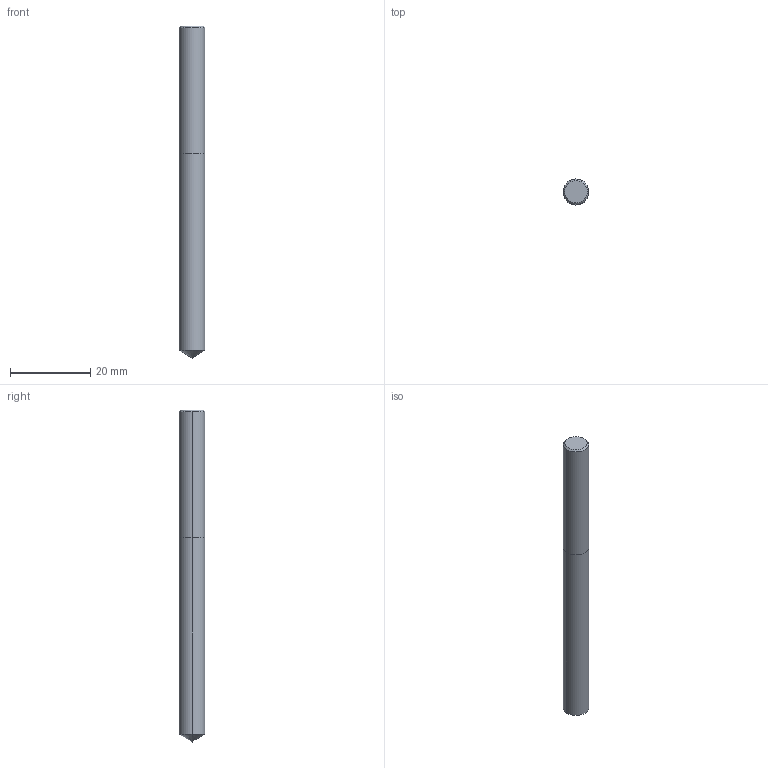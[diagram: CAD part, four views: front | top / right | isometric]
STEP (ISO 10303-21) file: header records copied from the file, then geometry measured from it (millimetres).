
FILE_DESCRIPTION (( 'STEP AP214' ), '1' );
FILE_NAME ('Micro_DR-250-2.STEP', '2021-09-01T15:31:46', ( '' ), ( '' ), 'SwSTEP 2.0', 'SolidWorks 2020', '' );
FILE_SCHEMA (( 'AUTOMOTIVE_DESIGN' ));
Length unit declared in the file: inch
Products named in the file (1): Micro_DR-250-2
Bounding box: 6.35 x 6.35 x 82.55 mm (x, y, z)
Volume: 2571.4 mm3; surface area: 1672.3 mm2
Topology: 1 solids, 1 shells, 11 faces, 22 edges, 11 vertices
Faces by surface type: cone 6, cylinder 4, plane 1
Entity records: 308 total; most frequent: DIRECTION 54, CARTESIAN_POINT 43, ORIENTED_EDGE 40, AXIS2_PLACEMENT_3D 22, EDGE_CURVE 20, VERTEX_POINT 11, FACE_OUTER_BOUND 11, ADVANCED_FACE 11
